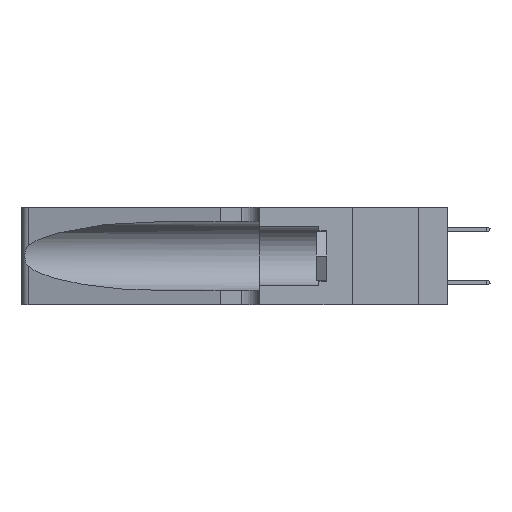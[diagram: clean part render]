
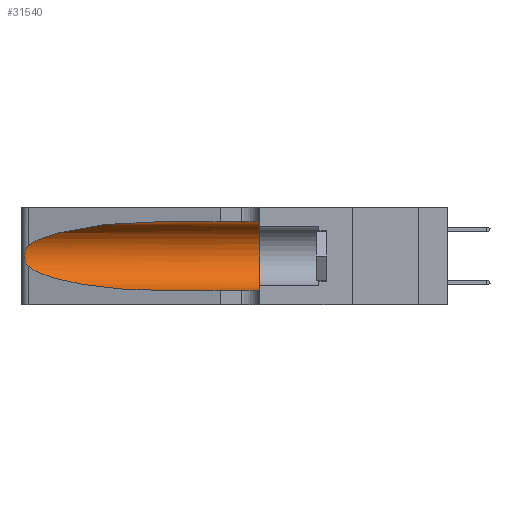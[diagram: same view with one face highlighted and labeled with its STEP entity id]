
A CAD part, left-side view. The second image highlights one B-rep face of the part: STEP entity #31540.
In plain terms, the highlighted cylindrical face has radius 3.308 mm (diameter 6.617 mm), a partial arc.
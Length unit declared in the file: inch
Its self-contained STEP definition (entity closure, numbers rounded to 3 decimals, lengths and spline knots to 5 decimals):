
#862 = VERTEX_POINT ( 'NONE', #33591 ) ;
#974 = DIRECTION ( 'NONE',  ( 0., 1., 0. ) ) ;
#2543 = CARTESIAN_POINT ( 'NONE',  ( 0.25639, 1.23186, 0.15144 ) ) ;
#2834 = CIRCLE ( 'NONE', #21668, 0.13025 ) ;
#3195 = VERTEX_POINT ( 'NONE', #9353 ) ;
#4012 = DIRECTION ( 'NONE',  ( 0., -1., 0. ) ) ;
#4268 = EDGE_CURVE ( 'NONE', #31452, #33869, #29391, .T. ) ;
#4531 = CARTESIAN_POINT ( 'NONE',  ( 0.25487, 1.22718, 0.14631 ) ) ;
#4793 = CARTESIAN_POINT ( 'NONE',  ( 0.1305, 1.61858, 0.185 ) ) ;
#5341 = CARTESIAN_POINT ( 'NONE',  ( 0.25487, 1.22718, 0.22369 ) ) ;
#5464 = CARTESIAN_POINT ( 'NONE',  ( 0.25487, 1.22718, 0.14631 ) ) ;
#6062 = CARTESIAN_POINT ( 'NONE',  ( 0.1305, 0.35, 0.31525 ) ) ;
#6564 = B_SPLINE_CURVE_WITH_KNOTS ( 'NONE', 3,
 ( #5341, #36886, #8234, #28342, #11114, #31255, #14025, #34123, #16918, #37005, #19789, #2543, #22699, #5464 ),
 .UNSPECIFIED., .F., .F.,
 ( 4, 2, 2, 2, 2, 2, 4 ),
 ( 0., 0.00027, 0.00053, 0.00107, 0.0016, 0.00187, 0.00214 ),
 .UNSPECIFIED. ) ;
#6938 = EDGE_CURVE ( 'NONE', #33869, #862, #17514, .T. ) ;
#7669 = ORIENTED_EDGE ( 'NONE', *, *, #27981, .F. ) ;
#7941 = CARTESIAN_POINT ( 'NONE',  ( 0.18966, 0.96281, 0.05475 ) ) ;
#8060 = CARTESIAN_POINT ( 'NONE',  ( 0.1305, 0.72297, 0.05475 ) ) ;
#8067 = CARTESIAN_POINT ( 'NONE',  ( 0.1305, 1.61858, 0.05475 ) ) ;
#8234 = CARTESIAN_POINT ( 'NONE',  ( 0.25639, 1.23184, 0.21858 ) ) ;
#9353 = CARTESIAN_POINT ( 'NONE',  ( 0.25487, 1.22718, 0.22369 ) ) ;
#9726 = ORIENTED_EDGE ( 'NONE', *, *, #27472, .T. ) ;
#10334 = CARTESIAN_POINT ( 'NONE',  ( 0.1305, 0.72297, 0.31525 ) ) ;
#10573 = DIRECTION ( 'NONE',  ( 0., -1., 0. ) ) ;
#11114 = CARTESIAN_POINT ( 'NONE',  ( 0.25854, 1.2359, 0.20912 ) ) ;
#11122 = ORIENTED_EDGE ( 'NONE', *, *, #31011, .T. ) ;
#12114 = VERTEX_POINT ( 'NONE', #18489 ) ;
#13250 = CARTESIAN_POINT ( 'NONE',  ( 0.18966, 0.96281, 0.31525 ) ) ;
#14025 = CARTESIAN_POINT ( 'NONE',  ( 0.26075, 1.23896, 0.19203 ) ) ;
#16158 = CARTESIAN_POINT ( 'NONE',  ( 0.25487, 1.22718, 0.22369 ) ) ;
#16625 = VECTOR ( 'NONE', #19620, 39.37008 ) ;
#16659 = EDGE_CURVE ( 'NONE', #12114, #27855, #30335, .T. ) ;
#16918 = CARTESIAN_POINT ( 'NONE',  ( 0.26017, 1.23833, 0.17102 ) ) ;
#17514 = LINE ( 'NONE', #8067, #16625 ) ;
#18249 = CARTESIAN_POINT ( 'NONE',  ( 0.1305, 0.35, 0.185 ) ) ;
#18373 = CYLINDRICAL_SURFACE ( 'NONE', #26056, 0.13025 ) ;
#18489 = CARTESIAN_POINT ( 'NONE',  ( 0.1305, 0.72297, 0.31525 ) ) ;
#19620 = DIRECTION ( 'NONE',  ( 0., -1., 0. ) ) ;
#19789 = CARTESIAN_POINT ( 'NONE',  ( 0.25789, 1.23486, 0.15765 ) ) ;
#19948 =( BOUNDED_CURVE ( )  B_SPLINE_CURVE ( 3, ( #10334, #13250, #33378, #16158 ),
 .UNSPECIFIED., .F., .T. ) 
 B_SPLINE_CURVE_WITH_KNOTS ( ( 4, 4 ),
 ( 1.5708, 2.84003 ),
 .UNSPECIFIED. ) 
 CURVE ( )  GEOMETRIC_REPRESENTATION_ITEM ( )  RATIONAL_B_SPLINE_CURVE ( ( 1., 0.87, 0.87, 1. ) ) 
 REPRESENTATION_ITEM ( '' )  );
#21127 = DIRECTION ( 'NONE',  ( 0., 0., 1. ) ) ;
#21668 = AXIS2_PLACEMENT_3D ( 'NONE', #18249, #974, #21127 ) ;
#22699 = CARTESIAN_POINT ( 'NONE',  ( 0.25555, 1.22993, 0.14849 ) ) ;
#24151 = CARTESIAN_POINT ( 'NONE',  ( 0.1305, 1.61858, 0.31525 ) ) ;
#25268 = CARTESIAN_POINT ( 'NONE',  ( 0.25487, 1.22718, 0.14631 ) ) ;
#26056 = AXIS2_PLACEMENT_3D ( 'NONE', #4793, #10573, #30736 ) ;
#26918 = FACE_OUTER_BOUND ( 'NONE', #35155, .T. ) ;
#27472 = EDGE_CURVE ( 'NONE', #12114, #3195, #19948, .T. ) ;
#27855 = VERTEX_POINT ( 'NONE', #6062 ) ;
#27981 = EDGE_CURVE ( 'NONE', #27855, #862, #2834, .T. ) ;
#28342 = CARTESIAN_POINT ( 'NONE',  ( 0.25787, 1.23484, 0.2124 ) ) ;
#28884 = ORIENTED_EDGE ( 'NONE', *, *, #6938, .T. ) ;
#29391 =( BOUNDED_CURVE ( )  B_SPLINE_CURVE ( 3, ( #25268, #33839, #7941, #8060 ),
 .UNSPECIFIED., .F., .T. ) 
 B_SPLINE_CURVE_WITH_KNOTS ( ( 4, 4 ),
 ( 3.44316, 4.71239 ),
 .UNSPECIFIED. ) 
 CURVE ( )  GEOMETRIC_REPRESENTATION_ITEM ( )  RATIONAL_B_SPLINE_CURVE ( ( 1., 0.87, 0.87, 1. ) ) 
 REPRESENTATION_ITEM ( '' )  );
#30335 = LINE ( 'NONE', #24151, #37048 ) ;
#30736 = DIRECTION ( 'NONE',  ( 0., 0., -1. ) ) ;
#31011 = EDGE_CURVE ( 'NONE', #3195, #31452, #6564, .T. ) ;
#31255 = CARTESIAN_POINT ( 'NONE',  ( 0.26018, 1.23835, 0.19895 ) ) ;
#31452 = VERTEX_POINT ( 'NONE', #4531 ) ;
#31540 = ADVANCED_FACE ( 'NONE', ( #26918 ), #18373, .F. ) ;
#33137 = ORIENTED_EDGE ( 'NONE', *, *, #16659, .F. ) ;
#33287 = CARTESIAN_POINT ( 'NONE',  ( 0.1305, 0.72297, 0.05475 ) ) ;
#33378 = CARTESIAN_POINT ( 'NONE',  ( 0.2373, 1.15595, 0.28018 ) ) ;
#33591 = CARTESIAN_POINT ( 'NONE',  ( 0.1305, 0.35, 0.05475 ) ) ;
#33839 = CARTESIAN_POINT ( 'NONE',  ( 0.2373, 1.15595, 0.08982 ) ) ;
#33869 = VERTEX_POINT ( 'NONE', #33287 ) ;
#34123 = CARTESIAN_POINT ( 'NONE',  ( 0.26075, 1.23896, 0.178 ) ) ;
#34667 = ORIENTED_EDGE ( 'NONE', *, *, #4268, .T. ) ;
#35155 = EDGE_LOOP ( 'NONE', ( #9726, #11122, #34667, #28884, #7669, #33137 ) ) ;
#36886 = CARTESIAN_POINT ( 'NONE',  ( 0.25555, 1.22994, 0.2215 ) ) ;
#37005 = CARTESIAN_POINT ( 'NONE',  ( 0.25856, 1.23593, 0.16098 ) ) ;
#37048 = VECTOR ( 'NONE', #4012, 39.37008 ) ;
